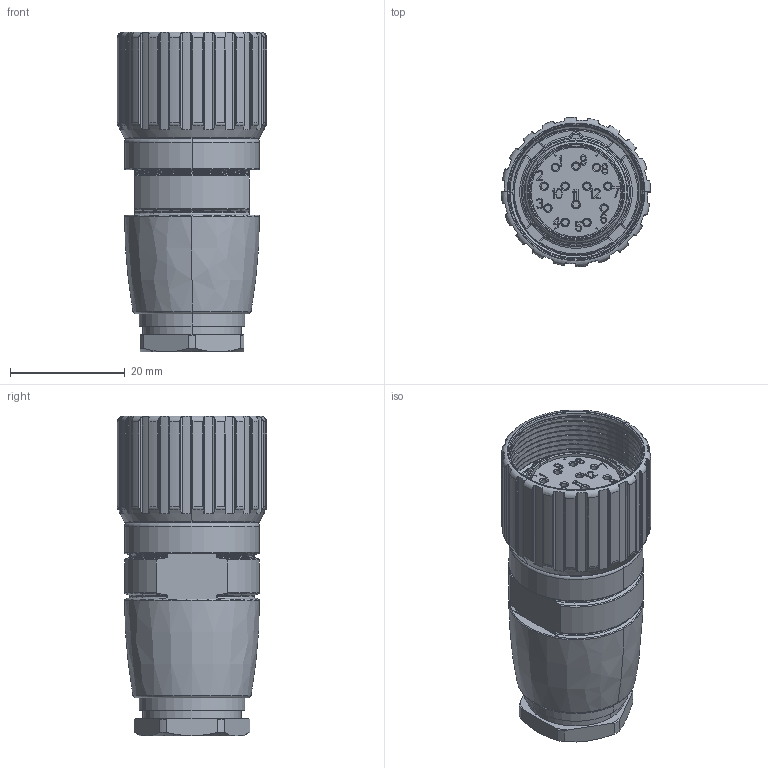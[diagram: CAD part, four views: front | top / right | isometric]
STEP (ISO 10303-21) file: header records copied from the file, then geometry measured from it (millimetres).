
FILE_DESCRIPTION(/* description */ (''),/* implementation_level */ '2;1');
FILE_NAME(/* name */ 'MKCC12L.stp',/* time_stamp */ '2016-12-09T09:42:20+01:00',/* author */ (''),/* organization */ (''),/* preprocessor_version */ 'ST-DEVELOPER v16',/* originating_system */ 'SIEMENS PLM Software NX 10.0',/* authorisation */ '');
FILE_SCHEMA (('AUTOMOTIVE_DESIGN { 1 0 10303 214 3 1 1 1 }'));
Length unit declared in the file: millimetre
Products named in the file (1): RC-12S1N121616
Bounding box: 26 x 26 x 55.7 mm (x, y, z)
Volume: 19288.2 mm3; surface area: 7874.6 mm2
Topology: 1 solids, 1 shells, 941 faces, 2592 edges, 1696 vertices
Faces by surface type: plane 565, cylinder 228, torus 68, cone 56, bspline 24
Entity records: 38451 total; most frequent: CARTESIAN_POINT 15097, ORIENTED_EDGE 5184, DIRECTION 4374, EDGE_CURVE 2592, LINE 1726, VECTOR 1726, VERTEX_POINT 1696, AXIS2_PLACEMENT_3D 1324
